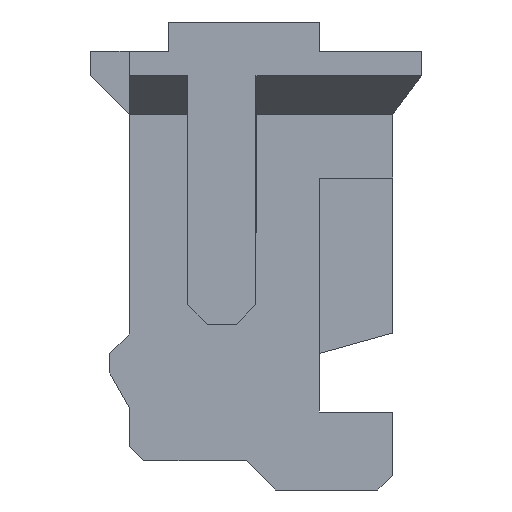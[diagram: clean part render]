
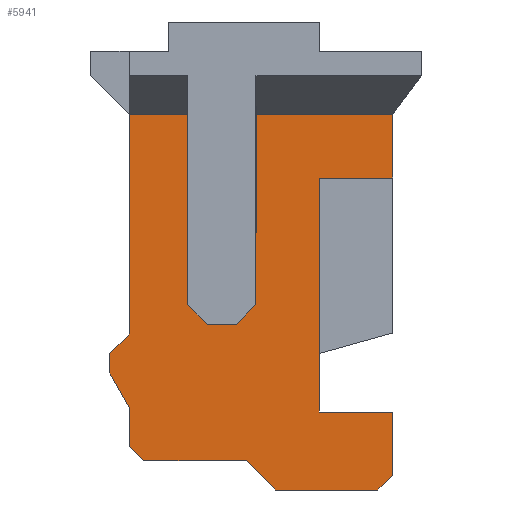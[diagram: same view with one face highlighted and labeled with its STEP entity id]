
A CAD part, left-side view. The second image highlights one B-rep face of the part: STEP entity #5941.
In plain terms, the highlighted planar face has unit normal (-1, 0, 0).
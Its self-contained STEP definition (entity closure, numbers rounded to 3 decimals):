
#716=ORIENTED_EDGE('',*,*,#2354,.T.);
#717=ORIENTED_EDGE('',*,*,#2355,.T.);
#718=ORIENTED_EDGE('',*,*,#1975,.T.);
#719=ORIENTED_EDGE('',*,*,#2356,.F.);
#720=ORIENTED_EDGE('',*,*,#2357,.T.);
#721=ORIENTED_EDGE('',*,*,#2358,.T.);
#722=ORIENTED_EDGE('',*,*,#1914,.T.);
#723=ORIENTED_EDGE('',*,*,#2359,.F.);
#724=ORIENTED_EDGE('',*,*,#2360,.F.);
#725=ORIENTED_EDGE('',*,*,#2361,.F.);
#726=ORIENTED_EDGE('',*,*,#2362,.F.);
#727=ORIENTED_EDGE('',*,*,#2363,.F.);
#728=ORIENTED_EDGE('',*,*,#2364,.F.);
#729=ORIENTED_EDGE('',*,*,#2365,.F.);
#730=ORIENTED_EDGE('',*,*,#1886,.T.);
#731=ORIENTED_EDGE('',*,*,#2366,.T.);
#732=ORIENTED_EDGE('',*,*,#2367,.T.);
#733=ORIENTED_EDGE('',*,*,#2368,.T.);
#734=ORIENTED_EDGE('',*,*,#1882,.T.);
#735=ORIENTED_EDGE('',*,*,#2369,.T.);
#736=ORIENTED_EDGE('',*,*,#2370,.F.);
#737=ORIENTED_EDGE('',*,*,#2371,.F.);
#1882=EDGE_CURVE('',#2745,#2744,#3294,.T.);
#1886=EDGE_CURVE('',#2749,#2748,#3298,.T.);
#1914=EDGE_CURVE('',#2771,#2740,#3325,.T.);
#1975=EDGE_CURVE('',#2825,#2826,#3386,.T.);
#2354=EDGE_CURVE('',#3114,#3115,#3756,.T.);
#2355=EDGE_CURVE('',#3115,#2825,#3757,.T.);
#2356=EDGE_CURVE('',#3116,#2826,#3758,.T.);
#2357=EDGE_CURVE('',#3116,#3117,#3759,.T.);
#2358=EDGE_CURVE('',#3117,#2771,#3760,.T.);
#2359=EDGE_CURVE('',#3118,#2740,#3761,.T.);
#2360=EDGE_CURVE('',#3119,#3118,#3762,.T.);
#2361=EDGE_CURVE('',#3120,#3119,#3763,.T.);
#2362=EDGE_CURVE('',#3121,#3120,#3764,.T.);
#2363=EDGE_CURVE('',#3122,#3121,#3765,.T.);
#2364=EDGE_CURVE('',#3123,#3122,#3766,.T.);
#2365=EDGE_CURVE('',#2749,#3123,#3767,.T.);
#2366=EDGE_CURVE('',#2748,#3124,#3768,.T.);
#2367=EDGE_CURVE('',#3124,#3125,#3769,.T.);
#2368=EDGE_CURVE('',#3125,#2745,#3770,.T.);
#2369=EDGE_CURVE('',#2744,#3126,#3771,.F.);
#2370=EDGE_CURVE('',#3127,#3126,#3772,.T.);
#2371=EDGE_CURVE('',#3114,#3127,#3773,.T.);
#2740=VERTEX_POINT('',#8176);
#2744=VERTEX_POINT('',#8185);
#2745=VERTEX_POINT('',#8187);
#2748=VERTEX_POINT('',#8193);
#2749=VERTEX_POINT('',#8195);
#2771=VERTEX_POINT('',#8247);
#2825=VERTEX_POINT('',#8368);
#2826=VERTEX_POINT('',#8369);
#3114=VERTEX_POINT('',#9116);
#3115=VERTEX_POINT('',#9117);
#3116=VERTEX_POINT('',#9120);
#3117=VERTEX_POINT('',#9122);
#3118=VERTEX_POINT('',#9125);
#3119=VERTEX_POINT('',#9127);
#3120=VERTEX_POINT('',#9129);
#3121=VERTEX_POINT('',#9131);
#3122=VERTEX_POINT('',#9133);
#3123=VERTEX_POINT('',#9135);
#3124=VERTEX_POINT('',#9138);
#3125=VERTEX_POINT('',#9140);
#3126=VERTEX_POINT('',#9143);
#3127=VERTEX_POINT('',#9145);
#3294=LINE('',#8186,#4142);
#3298=LINE('',#8194,#4146);
#3325=LINE('',#8246,#4173);
#3386=LINE('',#8367,#4234);
#3756=LINE('',#9115,#4604);
#3757=LINE('',#9118,#4605);
#3758=LINE('',#9119,#4606);
#3759=LINE('',#9121,#4607);
#3760=LINE('',#9123,#4608);
#3761=LINE('',#9124,#4609);
#3762=LINE('',#9126,#4610);
#3763=LINE('',#9128,#4611);
#3764=LINE('',#9130,#4612);
#3765=LINE('',#9132,#4613);
#3766=LINE('',#9134,#4614);
#3767=LINE('',#9136,#4615);
#3768=LINE('',#9137,#4616);
#3769=LINE('',#9139,#4617);
#3770=LINE('',#9141,#4618);
#3771=LINE('',#9142,#4619);
#3772=LINE('',#9144,#4620);
#3773=LINE('',#9146,#4621);
#4142=VECTOR('',#6604,1000.);
#4146=VECTOR('',#6608,1000.);
#4173=VECTOR('',#6641,1000.);
#4234=VECTOR('',#6714,1000.);
#4604=VECTOR('',#7262,1000.);
#4605=VECTOR('',#7263,1000.);
#4606=VECTOR('',#7264,1000.);
#4607=VECTOR('',#7265,1000.);
#4608=VECTOR('',#7266,1000.);
#4609=VECTOR('',#7267,1000.);
#4610=VECTOR('',#7268,1000.);
#4611=VECTOR('',#7269,1000.);
#4612=VECTOR('',#7270,1000.);
#4613=VECTOR('',#7271,1000.);
#4614=VECTOR('',#7272,1000.);
#4615=VECTOR('',#7273,1000.);
#4616=VECTOR('',#7274,1000.);
#4617=VECTOR('',#7275,1000.);
#4618=VECTOR('',#7276,1000.);
#4619=VECTOR('',#7277,1000.);
#4620=VECTOR('',#7278,1000.);
#4621=VECTOR('',#7279,1000.);
#4993=EDGE_LOOP('',(#716,#717,#718,#719,#720,#721,#722,#723,#724,#725,#726,
#727,#728,#729,#730,#731,#732,#733,#734,#735,#736,#737));
#5319=FACE_BOUND('',#4993,.T.);
#5645=PLANE('',#6272);
#5941=ADVANCED_FACE('',(#5319),#5645,.F.);
#6272=AXIS2_PLACEMENT_3D('',#9114,#7260,#7261);
#6604=DIRECTION('',(0.,0.,-1.));
#6608=DIRECTION('',(0.,0.,-1.));
#6641=DIRECTION('',(0.,0.,1.));
#6714=DIRECTION('',(0.,0.,1.));
#7260=DIRECTION('',(1.,0.,0.));
#7261=DIRECTION('',(0.,0.,-1.));
#7262=DIRECTION('',(0.,-1.,0.));
#7263=DIRECTION('',(0.,-0.707,0.707));
#7264=DIRECTION('',(0.,-1.,0.));
#7265=DIRECTION('',(0.,0.,1.));
#7266=DIRECTION('',(0.,-1.,0.));
#7267=DIRECTION('',(0.,-1.,0.));
#7268=DIRECTION('',(0.,0.,1.));
#7269=DIRECTION('',(0.,-0.707,0.707));
#7270=DIRECTION('',(0.,-1.,0.));
#7271=DIRECTION('',(0.,-0.707,-0.707));
#7272=DIRECTION('',(0.,0.,-1.));
#7273=DIRECTION('',(0.,-1.,0.));
#7274=DIRECTION('',(0.,0.707,-0.707));
#7275=DIRECTION('',(0.,0.,-1.));
#7276=DIRECTION('',(0.,-0.496,-0.868));
#7277=DIRECTION('',(0.,0.707,0.707));
#7278=DIRECTION('',(0.,1.,0.));
#7279=DIRECTION('',(0.,0.707,0.707));
#8176=CARTESIAN_POINT('',(-7.65,-1.2,1.45));
#8185=CARTESIAN_POINT('',(-7.65,1.5,-1.95));
#8186=CARTESIAN_POINT('',(-7.65,1.5,2.4));
#8187=CARTESIAN_POINT('',(-7.65,1.5,-1.55));
#8193=CARTESIAN_POINT('',(-7.65,1.5,-0.8));
#8194=CARTESIAN_POINT('',(-7.65,1.5,2.4));
#8195=CARTESIAN_POINT('',(-7.65,1.5,1.45));
#8246=CARTESIAN_POINT('',(-7.65,-1.2,-2.4));
#8247=CARTESIAN_POINT('',(-7.65,-1.2,0.8));
#8367=CARTESIAN_POINT('',(-7.65,-1.2,-2.4));
#8368=CARTESIAN_POINT('',(-7.65,-1.2,-2.25));
#8369=CARTESIAN_POINT('',(-7.65,-1.2,-1.6));
#9114=CARTESIAN_POINT('',(-7.65,15.979,-2.4));
#9115=CARTESIAN_POINT('',(-7.65,15.979,-2.4));
#9116=CARTESIAN_POINT('',(-7.65,0.,-2.4));
#9117=CARTESIAN_POINT('',(-7.65,-1.05,-2.4));
#9118=CARTESIAN_POINT('',(-7.65,-1.05,-2.4));
#9119=CARTESIAN_POINT('',(-7.65,-0.45,-1.6));
#9120=CARTESIAN_POINT('',(-7.65,-0.45,-1.6));
#9121=CARTESIAN_POINT('',(-7.65,-0.45,0.8));
#9122=CARTESIAN_POINT('',(-7.65,-0.45,0.8));
#9123=CARTESIAN_POINT('',(-7.65,-0.45,0.8));
#9124=CARTESIAN_POINT('',(-7.65,15.979,1.45));
#9125=CARTESIAN_POINT('',(-7.65,0.2,1.45));
#9126=CARTESIAN_POINT('',(-7.65,0.2,-2.4));
#9127=CARTESIAN_POINT('',(-7.65,0.2,-0.5));
#9128=CARTESIAN_POINT('',(-7.65,9.04,-9.34));
#9129=CARTESIAN_POINT('',(-7.65,0.4,-0.7));
#9130=CARTESIAN_POINT('',(-7.65,15.979,-0.7));
#9131=CARTESIAN_POINT('',(-7.65,0.7,-0.7));
#9132=CARTESIAN_POINT('',(-7.65,7.49,6.09));
#9133=CARTESIAN_POINT('',(-7.65,0.9,-0.5));
#9134=CARTESIAN_POINT('',(-7.65,0.9,-2.4));
#9135=CARTESIAN_POINT('',(-7.65,0.9,1.45));
#9136=CARTESIAN_POINT('',(-7.65,15.979,1.45));
#9137=CARTESIAN_POINT('',(-7.65,1.5,-0.8));
#9138=CARTESIAN_POINT('',(-7.65,1.7,-1.));
#9139=CARTESIAN_POINT('',(-7.65,1.7,-0.8));
#9140=CARTESIAN_POINT('',(-7.65,1.7,-1.2));
#9141=CARTESIAN_POINT('',(-7.65,1.5,-1.55));
#9142=CARTESIAN_POINT('',(-7.65,1.35,-2.1));
#9143=CARTESIAN_POINT('',(-7.65,1.35,-2.1));
#9144=CARTESIAN_POINT('',(-7.65,15.979,-2.1));
#9145=CARTESIAN_POINT('',(-7.65,0.3,-2.1));
#9146=CARTESIAN_POINT('',(-7.65,7.99,5.59));
